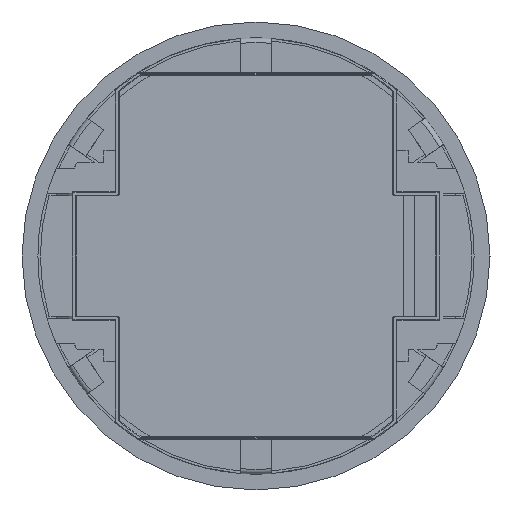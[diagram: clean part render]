
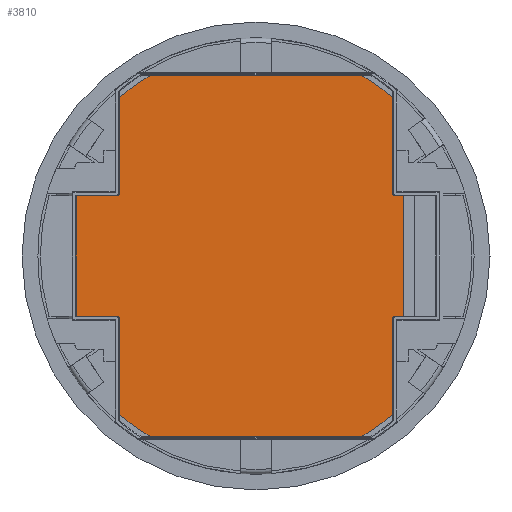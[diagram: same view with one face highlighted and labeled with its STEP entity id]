
A CAD part, front view. The second image highlights one B-rep face of the part: STEP entity #3810.
In plain terms, the highlighted planar face has unit normal (0, -1, 0).
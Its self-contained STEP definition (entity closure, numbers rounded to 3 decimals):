
#370 = DIRECTION ( 'NONE',  ( 0., 0., 1. ) ) ;
#787 = EDGE_CURVE ( 'NONE', #3719, #4281, #8050, .T. ) ;
#1052 = ORIENTED_EDGE ( 'NONE', *, *, #787, .T. ) ;
#1319 = CIRCLE ( 'NONE', #3706, 133.082 ) ;
#1324 = CARTESIAN_POINT ( 'NONE',  ( 52.8, -18., -122.159 ) ) ;
#1726 = VECTOR ( 'NONE', #370, 1000. ) ;
#1989 = CARTESIAN_POINT ( 'NONE',  ( 0., -18., 0. ) ) ;
#2129 = PLANE ( 'NONE',  #14640 ) ;
#2479 = CARTESIAN_POINT ( 'NONE',  ( -52.8, -18., -122.159 ) ) ;
#3419 = CARTESIAN_POINT ( 'NONE',  ( 0., -18., 0. ) ) ;
#3706 = AXIS2_PLACEMENT_3D ( 'NONE', #3419, #13745, #4756 ) ;
#3719 = VERTEX_POINT ( 'NONE', #14201 ) ;
#3810 = ADVANCED_FACE ( 'NONE', ( #12304 ), #2129, .F. ) ;
#3868 = LINE ( 'NONE', #3932, #1726 ) ;
#3932 = CARTESIAN_POINT ( 'NONE',  ( -52.8, -18., 0. ) ) ;
#4281 = VERTEX_POINT ( 'NONE', #10715 ) ;
#4410 = VECTOR ( 'NONE', #8273, 1000. ) ;
#4435 = VERTEX_POINT ( 'NONE', #13462 ) ;
#4558 = ORIENTED_EDGE ( 'NONE', *, *, #5838, .T. ) ;
#4756 = DIRECTION ( 'NONE',  ( 0., 0., 1. ) ) ;
#5054 = EDGE_CURVE ( 'NONE', #4435, #10317, #6334, .T. ) ;
#5838 = EDGE_CURVE ( 'NONE', #10317, #3719, #3868, .T. ) ;
#6334 = CIRCLE ( 'NONE', #14622, 133.082 ) ;
#6526 = DIRECTION ( 'NONE',  ( 0., -1., 0. ) ) ;
#6667 = DIRECTION ( 'NONE',  ( 0., 0., 1. ) ) ;
#7029 = LINE ( 'NONE', #9255, #10570 ) ;
#8050 = LINE ( 'NONE', #12574, #4410 ) ;
#8273 = DIRECTION ( 'NONE',  ( 1., 0., 0. ) ) ;
#8322 = VERTEX_POINT ( 'NONE', #1324 ) ;
#8671 = EDGE_LOOP ( 'NONE', ( #4558, #1052, #12814, #14439, #13961 ) ) ;
#9255 = CARTESIAN_POINT ( 'NONE',  ( 52.8, -18., 0. ) ) ;
#9523 = EDGE_CURVE ( 'NONE', #8322, #4435, #1319, .T. ) ;
#10024 = DIRECTION ( 'NONE',  ( 0., 0., 1. ) ) ;
#10156 = DIRECTION ( 'NONE',  ( 0., 1., 0. ) ) ;
#10317 = VERTEX_POINT ( 'NONE', #2479 ) ;
#10570 = VECTOR ( 'NONE', #12451, 1000. ) ;
#10715 = CARTESIAN_POINT ( 'NONE',  ( 52.8, -18., -92.5 ) ) ;
#11448 = EDGE_CURVE ( 'NONE', #4281, #8322, #7029, .T. ) ;
#12304 = FACE_OUTER_BOUND ( 'NONE', #8671, .T. ) ;
#12451 = DIRECTION ( 'NONE',  ( 0., 0., -1. ) ) ;
#12574 = CARTESIAN_POINT ( 'NONE',  ( -52.5, -18., -92.5 ) ) ;
#12814 = ORIENTED_EDGE ( 'NONE', *, *, #11448, .T. ) ;
#13462 = CARTESIAN_POINT ( 'NONE',  ( 0., -18., 133.082 ) ) ;
#13745 = DIRECTION ( 'NONE',  ( 0., -1., 0. ) ) ;
#13961 = ORIENTED_EDGE ( 'NONE', *, *, #5054, .T. ) ;
#14201 = CARTESIAN_POINT ( 'NONE',  ( -52.8, -18., -92.5 ) ) ;
#14439 = ORIENTED_EDGE ( 'NONE', *, *, #9523, .T. ) ;
#14575 = CARTESIAN_POINT ( 'NONE',  ( 0., -18., 0. ) ) ;
#14622 = AXIS2_PLACEMENT_3D ( 'NONE', #1989, #6526, #10024 ) ;
#14640 = AXIS2_PLACEMENT_3D ( 'NONE', #14575, #10156, #6667 ) ;
